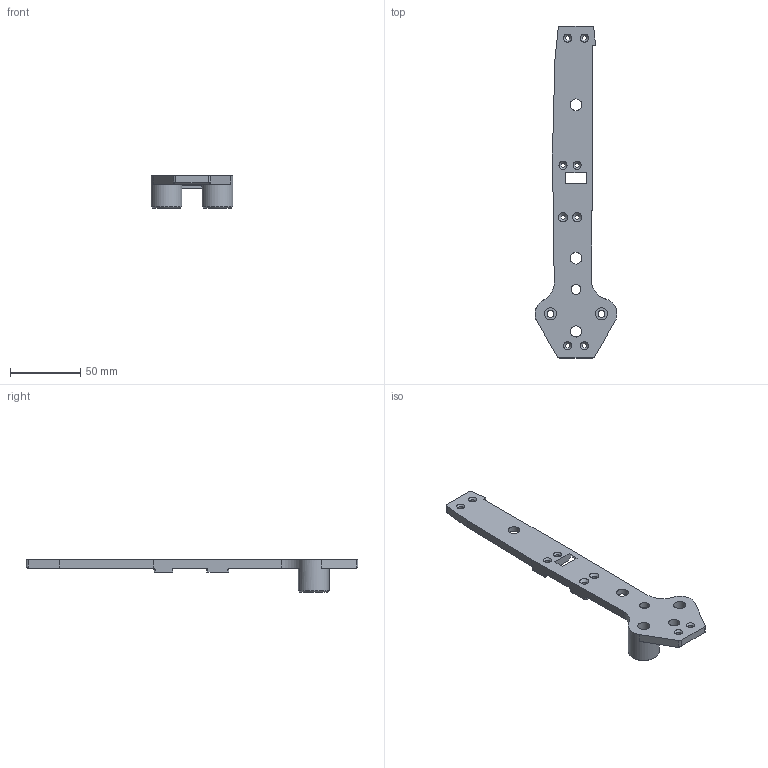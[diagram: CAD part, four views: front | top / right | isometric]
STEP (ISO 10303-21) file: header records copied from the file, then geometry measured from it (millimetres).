
FILE_DESCRIPTION(/* description */ ('STEP AP242','CAx-IF Rec.Pracs.---Representation and Presentation of Product Manufacturing Information (PMI)---4.0---2014-10-13','CAx-IF Rec.Pracs.---3D Tessellated Geometry---0.4---2014-09-14','2;1'),/* implementation_level */ '2;1');
FILE_NAME(/* name */ '68d5c802a9ede1d5c7111c5a',/* time_stamp */ '2025-09-25T22:53:55Z',/* author */ (''),/* organization */ (''),/* preprocessor_version */ 'ST-DEVELOPER v20',/* originating_system */ 'ONSHAPE BY PTC INC, 1.204',/* authorisation */ ' ');
FILE_SCHEMA (('AP242_MANAGED_MODEL_BASED_3D_ENGINEERING_MIM_LF { 1 0 10303 442 1 1 4 }'));
Length unit declared in the file: metre
Products named in the file (1): TopDeck
Bounding box: 58.34 x 236.4 x 23.2 mm (x, y, z)
Volume: 50322.3 mm3; surface area: 22067.5 mm2
Topology: 1 solids, 1 shells, 118 faces, 318 edges, 207 vertices
Faces by surface type: plane 55, cylinder 46, cone 10, torus 7
Full cylindrical faces by diameter (mm): 3.2 x8, 4.9 x2, 7 x1, 8 x1, 8.4 x2, 8.6 x2, 10.5 x2, 17 x1, 22 x2
Entity records: 3582 total; most frequent: CARTESIAN_POINT 633, DIRECTION 623, ORIENTED_EDGE 556, EDGE_CURVE 278, AXIS2_PLACEMENT_3D 237, VERTEX_POINT 198, EDGE_LOOP 184, FACE_BOUND 184
